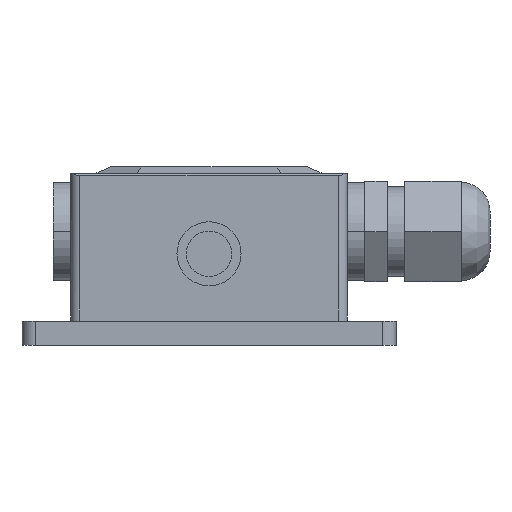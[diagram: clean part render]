
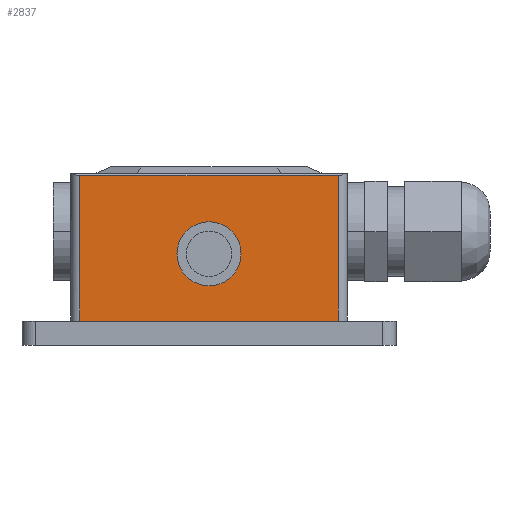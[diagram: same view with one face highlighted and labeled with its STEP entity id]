
A CAD part, front view. The second image highlights one B-rep face of the part: STEP entity #2837.
In plain terms, the highlighted planar face has unit normal (0, -1, 0).
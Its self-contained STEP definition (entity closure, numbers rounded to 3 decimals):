
#2763=CARTESIAN_POINT('',(71.,0.0,38.));
#2764=VERTEX_POINT('',#2763);
#2772=CARTESIAN_POINT('',(71.,0.,5.4));
#2773=VERTEX_POINT('',#2772);
#2774=CARTESIAN_POINT('',(71.,0.,38.));
#2775=DIRECTION('',(0.0,0.0,-1.0));
#2776=VECTOR('',#2775,32.6);
#2777=LINE('',#2774,#2776);
#2778=EDGE_CURVE('',#2764,#2773,#2777,.T.);
#2807=CARTESIAN_POINT('',(73.,0.0,38.));
#2808=DIRECTION('',(0.0,-1.0,0.0));
#2809=DIRECTION('',(1.0,0.0,0.0));
#2810=AXIS2_PLACEMENT_3D('',#2807,#2808,#2809);
#2811=PLANE('',#2810);
#2812=ORIENTED_EDGE('',*,*,#2778,.F.);
#2813=CARTESIAN_POINT('',(13.,0.,38.));
#2814=VERTEX_POINT('',#2813);
#2815=CARTESIAN_POINT('',(71.,0.,38.));
#2816=DIRECTION('',(-1.0,0.0,0.0));
#2817=VECTOR('',#2816,58.);
#2818=LINE('',#2815,#2817);
#2819=EDGE_CURVE('',#2764,#2814,#2818,.T.);
#2820=ORIENTED_EDGE('',*,*,#2819,.T.);
#2821=CARTESIAN_POINT('',(13.,0.0,5.4));
#2822=VERTEX_POINT('',#2821);
#2823=CARTESIAN_POINT('',(13.,0.,5.4));
#2824=DIRECTION('',(0.0,0.0,1.0));
#2825=VECTOR('',#2824,32.6);
#2826=LINE('',#2823,#2825);
#2827=EDGE_CURVE('',#2822,#2814,#2826,.T.);
#2828=ORIENTED_EDGE('',*,*,#2827,.F.);
#2829=CARTESIAN_POINT('',(71.,0.,5.4));
#2830=DIRECTION('',(-1.0,0.0,0.0));
#2831=VECTOR('',#2830,58.);
#2832=LINE('',#2829,#2831);
#2833=EDGE_CURVE('',#2773,#2822,#2832,.T.);
#2834=ORIENTED_EDGE('',*,*,#2833,.F.);
#2835=EDGE_LOOP('',(#2812,#2820,#2828,#2834));
#2836=FACE_OUTER_BOUND('',#2835,.T.);
#2837=ADVANCED_FACE('',(#2836),#2811,.T.);
